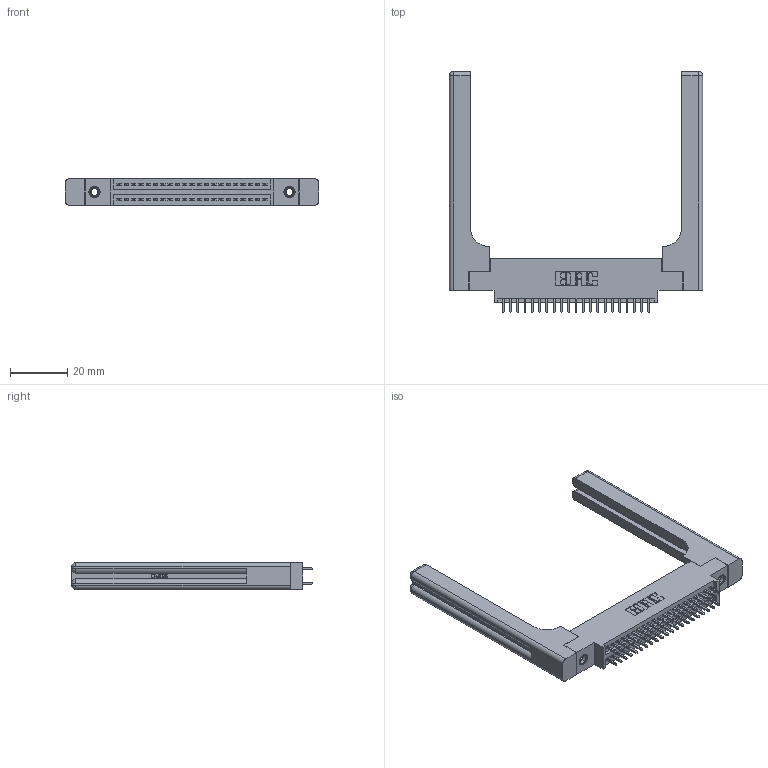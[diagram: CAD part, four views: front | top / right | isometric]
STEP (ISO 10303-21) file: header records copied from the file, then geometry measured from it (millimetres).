
FILE_DESCRIPTION (( 'STEP AP203' ), '1' );
FILE_NAME ('345-042-521-858.STEP', '2019-10-28T19:32:17', ( '' ), ( '' ), 'SwSTEP 2.0', 'SolidWorks 2016', '' );
FILE_SCHEMA (( 'CONFIG_CONTROL_DESIGN' ));
Length unit declared in the file: inch
Products named in the file (5): 345-250-001_345-250-001-102; 345-042-521-858; 345 Part_0.170 Offset - 0.156 Dia-TH; 345-220-058_345-220-058; 345-292-001_345-293-121
Assembly tree (47 placements, depth 2):
  345-042-521-858
    345 Part_0.170 Offset - 0.156 Dia-TH
    345-292-001_345-293-121  x42
    345-250-001_345-250-001-102  x2
    345-220-058_345-220-058  x2
Bounding box: 88.37 x 84 x 9.4 mm (x, y, z)
Volume: 16733.7 mm3; surface area: 16891.6 mm2
Topology: 47 solids, 47 shells, 2486 faces, 7277 edges, 4774 vertices
Faces by surface type: plane 1618, cylinder 808, bspline 36, cone 12, sphere 8, torus 4
Entity records: 24636 total; most frequent: CARTESIAN_POINT 5145, ORIENTED_EDGE 3876, DIRECTION 3494, EDGE_CURVE 1938, VECTOR 1630, LINE 1630, VERTEX_POINT 1282, AXIS2_PLACEMENT_3D 932
